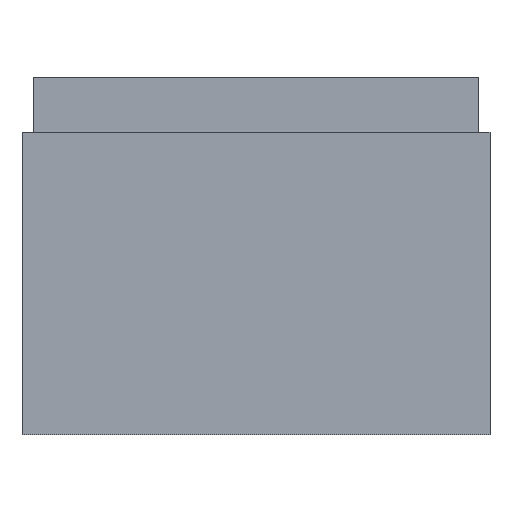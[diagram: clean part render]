
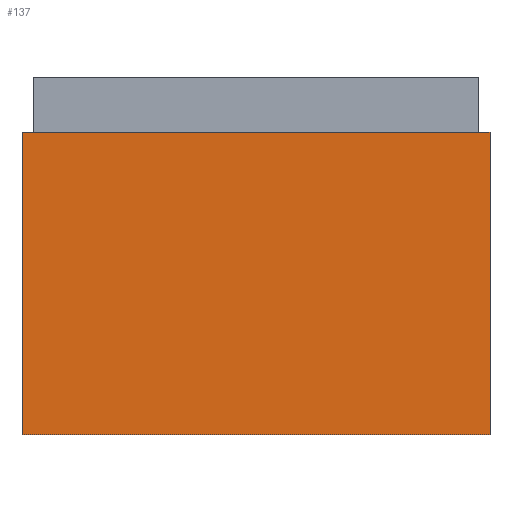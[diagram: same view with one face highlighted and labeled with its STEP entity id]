
A CAD part, left-side view. The second image highlights one B-rep face of the part: STEP entity #137.
In plain terms, the highlighted planar face has unit normal (-1, 0, 0).
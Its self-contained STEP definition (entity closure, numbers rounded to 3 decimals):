
#21 = EDGE_CURVE('',#22,#24,#26,.T.);
#22 = VERTEX_POINT('',#23);
#23 = CARTESIAN_POINT('',(-4.25,4.25,0.));
#24 = VERTEX_POINT('',#25);
#25 = CARTESIAN_POINT('',(-4.25,4.25,5.5));
#26 = SURFACE_CURVE('',#27,(#31,#43),.PCURVE_S1.);
#27 = LINE('',#28,#29);
#28 = CARTESIAN_POINT('',(-4.25,4.25,0.));
#29 = VECTOR('',#30,1.);
#30 = DIRECTION('',(0.,0.,1.));
#31 = PCURVE('',#32,#37);
#32 = PLANE('',#33);
#33 = AXIS2_PLACEMENT_3D('',#34,#35,#36);
#34 = CARTESIAN_POINT('',(-4.25,4.25,0.));
#35 = DIRECTION('',(0.,1.,0.));
#36 = DIRECTION('',(1.,0.,0.));
#37 = DEFINITIONAL_REPRESENTATION('',(#38),#42);
#38 = LINE('',#39,#40);
#39 = CARTESIAN_POINT('',(0.,0.));
#40 = VECTOR('',#41,1.);
#41 = DIRECTION('',(0.,-1.));
#42 = ( GEOMETRIC_REPRESENTATION_CONTEXT(2) 
PARAMETRIC_REPRESENTATION_CONTEXT() REPRESENTATION_CONTEXT('2D SPACE',''
  ) );
#43 = PCURVE('',#44,#49);
#44 = PLANE('',#45);
#45 = AXIS2_PLACEMENT_3D('',#46,#47,#48);
#46 = CARTESIAN_POINT('',(-4.25,-4.25,0.));
#47 = DIRECTION('',(-1.,0.,0.));
#48 = DIRECTION('',(0.,1.,0.));
#49 = DEFINITIONAL_REPRESENTATION('',(#50),#54);
#50 = LINE('',#51,#52);
#51 = CARTESIAN_POINT('',(8.5,0.));
#52 = VECTOR('',#53,1.);
#53 = DIRECTION('',(0.,-1.));
#54 = ( GEOMETRIC_REPRESENTATION_CONTEXT(2) 
PARAMETRIC_REPRESENTATION_CONTEXT() REPRESENTATION_CONTEXT('2D SPACE',''
  ) );
#72 = PLANE('',#73);
#73 = AXIS2_PLACEMENT_3D('',#74,#75,#76);
#74 = CARTESIAN_POINT('',(-4.25,4.25,5.5));
#75 = DIRECTION('',(0.,0.,1.));
#76 = DIRECTION('',(1.,0.,0.));
#126 = PLANE('',#127);
#127 = AXIS2_PLACEMENT_3D('',#128,#129,#130);
#128 = CARTESIAN_POINT('',(-4.25,4.25,0.));
#129 = DIRECTION('',(0.,0.,1.));
#130 = DIRECTION('',(1.,0.,0.));
#137 = ADVANCED_FACE('',(#138),#44,.T.);
#138 = FACE_BOUND('',#139,.T.);
#139 = EDGE_LOOP('',(#140,#170,#198,#226,#247,#248));
#140 = ORIENTED_EDGE('',*,*,#141,.T.);
#141 = EDGE_CURVE('',#142,#144,#146,.T.);
#142 = VERTEX_POINT('',#143);
#143 = CARTESIAN_POINT('',(-4.25,-4.25,0.));
#144 = VERTEX_POINT('',#145);
#145 = CARTESIAN_POINT('',(-4.25,-4.25,5.5));
#146 = SURFACE_CURVE('',#147,(#151,#158),.PCURVE_S1.);
#147 = LINE('',#148,#149);
#148 = CARTESIAN_POINT('',(-4.25,-4.25,0.));
#149 = VECTOR('',#150,1.);
#150 = DIRECTION('',(0.,0.,1.));
#151 = PCURVE('',#44,#152);
#152 = DEFINITIONAL_REPRESENTATION('',(#153),#157);
#153 = LINE('',#154,#155);
#154 = CARTESIAN_POINT('',(0.,0.));
#155 = VECTOR('',#156,1.);
#156 = DIRECTION('',(0.,-1.));
#157 = ( GEOMETRIC_REPRESENTATION_CONTEXT(2) 
PARAMETRIC_REPRESENTATION_CONTEXT() REPRESENTATION_CONTEXT('2D SPACE',''
  ) );
#158 = PCURVE('',#159,#164);
#159 = PLANE('',#160);
#160 = AXIS2_PLACEMENT_3D('',#161,#162,#163);
#161 = CARTESIAN_POINT('',(4.25,-4.25,0.));
#162 = DIRECTION('',(0.,-1.,0.));
#163 = DIRECTION('',(-1.,0.,0.));
#164 = DEFINITIONAL_REPRESENTATION('',(#165),#169);
#165 = LINE('',#166,#167);
#166 = CARTESIAN_POINT('',(8.5,0.));
#167 = VECTOR('',#168,1.);
#168 = DIRECTION('',(0.,-1.));
#169 = ( GEOMETRIC_REPRESENTATION_CONTEXT(2) 
PARAMETRIC_REPRESENTATION_CONTEXT() REPRESENTATION_CONTEXT('2D SPACE',''
  ) );
#170 = ORIENTED_EDGE('',*,*,#171,.T.);
#171 = EDGE_CURVE('',#144,#172,#174,.T.);
#172 = VERTEX_POINT('',#173);
#173 = CARTESIAN_POINT('',(-4.25,-4.05,5.5));
#174 = SURFACE_CURVE('',#175,(#179,#186),.PCURVE_S1.);
#175 = LINE('',#176,#177);
#176 = CARTESIAN_POINT('',(-4.25,-4.25,5.5));
#177 = VECTOR('',#178,1.);
#178 = DIRECTION('',(0.,1.,0.));
#179 = PCURVE('',#44,#180);
#180 = DEFINITIONAL_REPRESENTATION('',(#181),#185);
#181 = LINE('',#182,#183);
#182 = CARTESIAN_POINT('',(0.,-5.5));
#183 = VECTOR('',#184,1.);
#184 = DIRECTION('',(1.,0.));
#185 = ( GEOMETRIC_REPRESENTATION_CONTEXT(2) 
PARAMETRIC_REPRESENTATION_CONTEXT() REPRESENTATION_CONTEXT('2D SPACE',''
  ) );
#186 = PCURVE('',#187,#192);
#187 = PLANE('',#188);
#188 = AXIS2_PLACEMENT_3D('',#189,#190,#191);
#189 = CARTESIAN_POINT('',(-4.25,4.25,5.5));
#190 = DIRECTION('',(0.,0.,1.));
#191 = DIRECTION('',(1.,0.,0.));
#192 = DEFINITIONAL_REPRESENTATION('',(#193),#197);
#193 = LINE('',#194,#195);
#194 = CARTESIAN_POINT('',(0.,-8.5));
#195 = VECTOR('',#196,1.);
#196 = DIRECTION('',(0.,1.));
#197 = ( GEOMETRIC_REPRESENTATION_CONTEXT(2) 
PARAMETRIC_REPRESENTATION_CONTEXT() REPRESENTATION_CONTEXT('2D SPACE',''
  ) );
#198 = ORIENTED_EDGE('',*,*,#199,.T.);
#199 = EDGE_CURVE('',#172,#200,#202,.T.);
#200 = VERTEX_POINT('',#201);
#201 = CARTESIAN_POINT('',(-4.25,4.05,5.5));
#202 = SURFACE_CURVE('',#203,(#207,#214),.PCURVE_S1.);
#203 = LINE('',#204,#205);
#204 = CARTESIAN_POINT('',(-4.25,-4.25,5.5));
#205 = VECTOR('',#206,1.);
#206 = DIRECTION('',(0.,1.,0.));
#207 = PCURVE('',#44,#208);
#208 = DEFINITIONAL_REPRESENTATION('',(#209),#213);
#209 = LINE('',#210,#211);
#210 = CARTESIAN_POINT('',(0.,-5.5));
#211 = VECTOR('',#212,1.);
#212 = DIRECTION('',(1.,0.));
#213 = ( GEOMETRIC_REPRESENTATION_CONTEXT(2) 
PARAMETRIC_REPRESENTATION_CONTEXT() REPRESENTATION_CONTEXT('2D SPACE',''
  ) );
#214 = PCURVE('',#215,#220);
#215 = PLANE('',#216);
#216 = AXIS2_PLACEMENT_3D('',#217,#218,#219);
#217 = CARTESIAN_POINT('',(-31.75,4.05,5.5));
#218 = DIRECTION('',(0.,0.,1.));
#219 = DIRECTION('',(1.,0.,0.));
#220 = DEFINITIONAL_REPRESENTATION('',(#221),#225);
#221 = LINE('',#222,#223);
#222 = CARTESIAN_POINT('',(27.5,-8.3));
#223 = VECTOR('',#224,1.);
#224 = DIRECTION('',(0.,1.));
#225 = ( GEOMETRIC_REPRESENTATION_CONTEXT(2) 
PARAMETRIC_REPRESENTATION_CONTEXT() REPRESENTATION_CONTEXT('2D SPACE',''
  ) );
#226 = ORIENTED_EDGE('',*,*,#227,.T.);
#227 = EDGE_CURVE('',#200,#24,#228,.T.);
#228 = SURFACE_CURVE('',#229,(#233,#240),.PCURVE_S1.);
#229 = LINE('',#230,#231);
#230 = CARTESIAN_POINT('',(-4.25,-4.25,5.5));
#231 = VECTOR('',#232,1.);
#232 = DIRECTION('',(0.,1.,0.));
#233 = PCURVE('',#44,#234);
#234 = DEFINITIONAL_REPRESENTATION('',(#235),#239);
#235 = LINE('',#236,#237);
#236 = CARTESIAN_POINT('',(0.,-5.5));
#237 = VECTOR('',#238,1.);
#238 = DIRECTION('',(1.,0.));
#239 = ( GEOMETRIC_REPRESENTATION_CONTEXT(2) 
PARAMETRIC_REPRESENTATION_CONTEXT() REPRESENTATION_CONTEXT('2D SPACE',''
  ) );
#240 = PCURVE('',#72,#241);
#241 = DEFINITIONAL_REPRESENTATION('',(#242),#246);
#242 = LINE('',#243,#244);
#243 = CARTESIAN_POINT('',(0.,-8.5));
#244 = VECTOR('',#245,1.);
#245 = DIRECTION('',(0.,1.));
#246 = ( GEOMETRIC_REPRESENTATION_CONTEXT(2) 
PARAMETRIC_REPRESENTATION_CONTEXT() REPRESENTATION_CONTEXT('2D SPACE',''
  ) );
#247 = ORIENTED_EDGE('',*,*,#21,.F.);
#248 = ORIENTED_EDGE('',*,*,#249,.F.);
#249 = EDGE_CURVE('',#142,#22,#250,.T.);
#250 = SURFACE_CURVE('',#251,(#255,#262),.PCURVE_S1.);
#251 = LINE('',#252,#253);
#252 = CARTESIAN_POINT('',(-4.25,-4.25,0.));
#253 = VECTOR('',#254,1.);
#254 = DIRECTION('',(0.,1.,0.));
#255 = PCURVE('',#44,#256);
#256 = DEFINITIONAL_REPRESENTATION('',(#257),#261);
#257 = LINE('',#258,#259);
#258 = CARTESIAN_POINT('',(0.,0.));
#259 = VECTOR('',#260,1.);
#260 = DIRECTION('',(1.,0.));
#261 = ( GEOMETRIC_REPRESENTATION_CONTEXT(2) 
PARAMETRIC_REPRESENTATION_CONTEXT() REPRESENTATION_CONTEXT('2D SPACE',''
  ) );
#262 = PCURVE('',#126,#263);
#263 = DEFINITIONAL_REPRESENTATION('',(#264),#268);
#264 = LINE('',#265,#266);
#265 = CARTESIAN_POINT('',(0.,-8.5));
#266 = VECTOR('',#267,1.);
#267 = DIRECTION('',(0.,1.));
#268 = ( GEOMETRIC_REPRESENTATION_CONTEXT(2) 
PARAMETRIC_REPRESENTATION_CONTEXT() REPRESENTATION_CONTEXT('2D SPACE',''
  ) );
